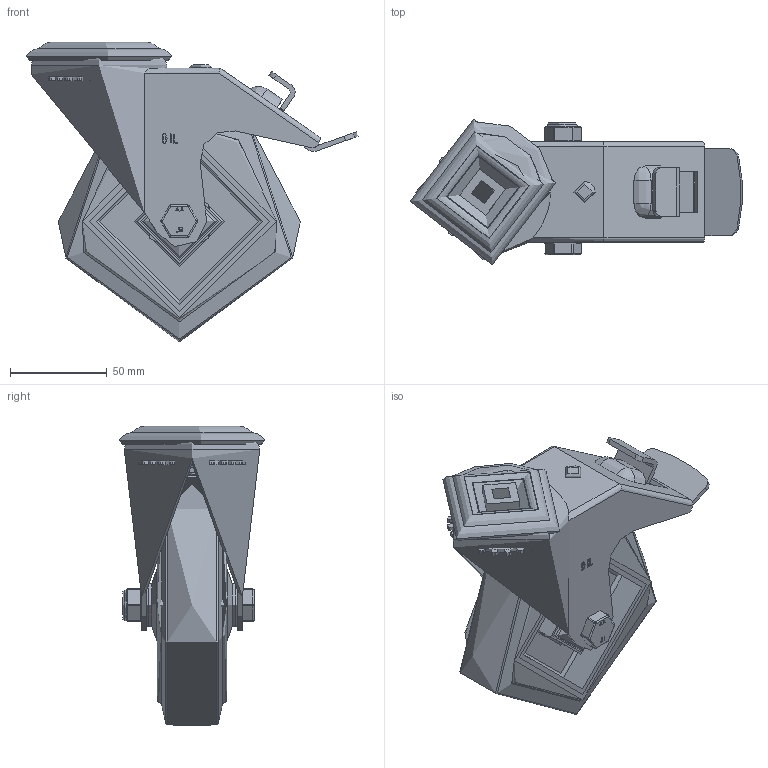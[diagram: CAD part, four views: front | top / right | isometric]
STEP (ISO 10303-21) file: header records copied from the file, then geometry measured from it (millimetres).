
FILE_DESCRIPTION(/* description */ (''),/* implementation_level */ '2;1');
FILE_NAME(/* name */ 'BZMM125SRNBJBH12SWB.step',/* time_stamp */ '2024-10-15T10:16:35+01:00',/* author */ (''),/* organization */ (''),/* preprocessor_version */ 'ST-DEVELOPER v20',/* originating_system */ 'Autodesk Translation Framework v13.20.0.188',/* authorisation */ '');
FILE_SCHEMA (('AUTOMOTIVE_DESIGN { 1 0 10303 214 3 1 1 }'));
Length unit declared in the file: millimetre
Products named in the file (30): BZMM125SRNBJBH12SWB; BZMM125ASBH12SWB - 47 v1; ZINC PLATED, PRESSED STEEL HEAD; ZINC PLATED, PRESSED STEEL FORKS; ZINC PLATED, PRESSED STEEL BRAKE PEDAL; BRAKE PAD; BRAKE PAD Geometry; BOLT; NUT; BZMH125WSRNBJM10 v1; BZMM125WSRNBJ; 65 SHORE A ELASTIC RUBBER TYRE; NYLON RIM; BEARING 6202; METAL; METAL2; Pattern; Component1; MIDDLE; RUBBER; RUBBER2; HUBCAPM10X47RN; HUBCAPM10X47RN (1); HUB CAP; HEXBOLTM10X60Z8.8 v2; GRADE 8.8 ZINC PLATED BOLT; NYLOCM10Z v1; NYLOC NUT; RUBBER (1); NUT (1)
Assembly tree (37 placements, depth 6):
  BZMM125SRNBJBH12SWB
    BZMM125ASBH12SWB - 47 v1
      ZINC PLATED, PRESSED STEEL HEAD
      ZINC PLATED, PRESSED STEEL FORKS
      ZINC PLATED, PRESSED STEEL BRAKE PEDAL
      BRAKE PAD
        BRAKE PAD Geometry
        BOLT
        NUT
    BZMH125WSRNBJM10 v1
      BZMM125WSRNBJ
        65 SHORE A ELASTIC RUBBER TYRE
        NYLON RIM
        BEARING 6202
          METAL
          METAL2
          Pattern
            Component1  x8
          MIDDLE
          RUBBER
          RUBBER2
      HUBCAPM10X47RN
        HUB CAP
      HUBCAPM10X47RN (1)
        HUB CAP
    HEXBOLTM10X60Z8.8 v2
      GRADE 8.8 ZINC PLATED BOLT
    NYLOCM10Z v1
      NYLOC NUT
        RUBBER (1)
        NUT (1)
Bounding box: 171.46 x 75.35 x 154.9 mm (x, y, z)
Volume: 344929.3 mm3; surface area: 171190.7 mm2
Topology: 26 solids, 26 shells, 1011 faces, 2559 edges, 1668 vertices
Faces by surface type: plane 440, cylinder 274, bspline 194, sphere 46, torus 36, cone 21
Full cylindrical faces by diameter (mm): 6 x4, 8.141 x19, 9 x2, 9.85 x20, 10 x3, 10.2 x4, 11 x1, 12 x2, 12.2 x1, 14.9 x2, 15 x1, 15.5 x1, 16 x1, 18 x1, 19.2 x2, 20 x4, 21.313 x1, 22 x2, 22.5 x2, 23 x2, 24 x3, 25 x2, 27.75 x2, 30 x4, 30.5 x2, 31 x4, 32 x3, 34.5 x2, 35 x2, 36.25 x2
Entity records: 38325 total; most frequent: CARTESIAN_POINT 14595, ORIENTED_EDGE 4958, DIRECTION 4374, EDGE_CURVE 2479, VERTEX_POINT 1630, AXIS2_PLACEMENT_3D 1557, LINE 1260, VECTOR 1260
